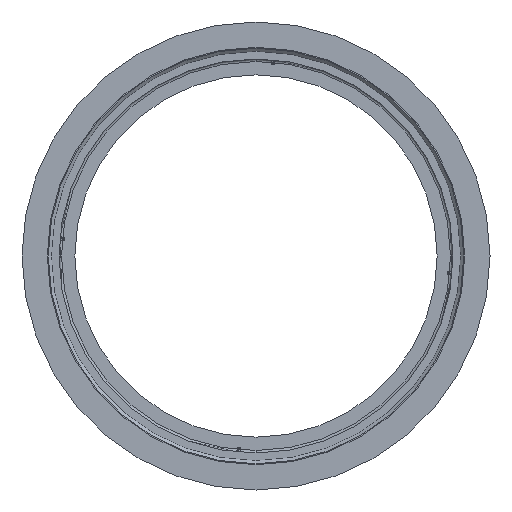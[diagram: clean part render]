
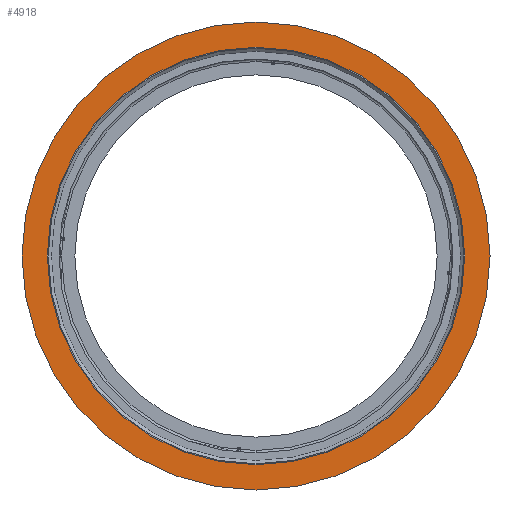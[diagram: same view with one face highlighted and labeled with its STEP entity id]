
A CAD part, front view. The second image highlights one B-rep face of the part: STEP entity #4918.
In plain terms, the highlighted planar face has unit normal (0, -1, 0).
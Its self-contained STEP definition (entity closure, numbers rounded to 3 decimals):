
#49 = CIRCLE ( 'NONE', #4957, 474. ) ;
#345 = FACE_BOUND ( 'NONE', #3183, .T. ) ;
#352 = FACE_OUTER_BOUND ( 'NONE', #594, .T. ) ;
#394 = CARTESIAN_POINT ( 'NONE',  ( 0., -28., 474. ) ) ;
#594 = EDGE_LOOP ( 'NONE', ( #5448, #5141 ) ) ;
#872 = VERTEX_POINT ( 'NONE', #5089 ) ;
#1077 = CARTESIAN_POINT ( 'NONE',  ( 0., -28., 422.75 ) ) ;
#1671 = AXIS2_PLACEMENT_3D ( 'NONE', #3323, #3314, #3305 ) ;
#2406 = VERTEX_POINT ( 'NONE', #3002 ) ;
#2780 = CIRCLE ( 'NONE', #7924, 422.75 ) ;
#3002 = CARTESIAN_POINT ( 'NONE',  ( 0., -28., -422.75 ) ) ;
#3183 = EDGE_LOOP ( 'NONE', ( #5152, #5541 ) ) ;
#3210 = DIRECTION ( 'NONE',  ( 0., 1., 0. ) ) ;
#3287 = AXIS2_PLACEMENT_3D ( 'NONE', #6326, #6318, #6294 ) ;
#3305 = DIRECTION ( 'NONE',  ( 0., 0., 1. ) ) ;
#3314 = DIRECTION ( 'NONE',  ( 0., 1., 0. ) ) ;
#3323 = CARTESIAN_POINT ( 'NONE',  ( 0., -28., 0. ) ) ;
#3583 = CIRCLE ( 'NONE', #1671, 474. ) ;
#3688 = PLANE ( 'NONE',  #4430 ) ;
#4430 = AXIS2_PLACEMENT_3D ( 'NONE', #7947, #3210, #6862 ) ;
#4918 = ADVANCED_FACE ( 'NONE', ( #352, #345 ), #3688, .F. ) ;
#4957 = AXIS2_PLACEMENT_3D ( 'NONE', #7766, #7738, #7664 ) ;
#4970 = VERTEX_POINT ( 'NONE', #1077 ) ;
#5051 = EDGE_CURVE ( 'NONE', #872, #6485, #49, .T. ) ;
#5089 = CARTESIAN_POINT ( 'NONE',  ( 0., -28., -474. ) ) ;
#5141 = ORIENTED_EDGE ( 'NONE', *, *, #5051, .F. ) ;
#5152 = ORIENTED_EDGE ( 'NONE', *, *, #7677, .T. ) ;
#5448 = ORIENTED_EDGE ( 'NONE', *, *, #7358, .F. ) ;
#5541 = ORIENTED_EDGE ( 'NONE', *, *, #6917, .T. ) ;
#5764 = CIRCLE ( 'NONE', #3287, 422.75 ) ;
#6294 = DIRECTION ( 'NONE',  ( 0., 0., 1. ) ) ;
#6318 = DIRECTION ( 'NONE',  ( 0., 1., 0. ) ) ;
#6326 = CARTESIAN_POINT ( 'NONE',  ( 0., -28., 0. ) ) ;
#6485 = VERTEX_POINT ( 'NONE', #394 ) ;
#6862 = DIRECTION ( 'NONE',  ( 0., 0., 1. ) ) ;
#6917 = EDGE_CURVE ( 'NONE', #2406, #4970, #5764, .T. ) ;
#7358 = EDGE_CURVE ( 'NONE', #6485, #872, #3583, .T. ) ;
#7461 = DIRECTION ( 'NONE',  ( 0., 0., 1. ) ) ;
#7500 = DIRECTION ( 'NONE',  ( 0., 1., 0. ) ) ;
#7615 = CARTESIAN_POINT ( 'NONE',  ( 0., -28., 0. ) ) ;
#7664 = DIRECTION ( 'NONE',  ( 0., 0., 1. ) ) ;
#7677 = EDGE_CURVE ( 'NONE', #4970, #2406, #2780, .T. ) ;
#7738 = DIRECTION ( 'NONE',  ( 0., 1., 0. ) ) ;
#7766 = CARTESIAN_POINT ( 'NONE',  ( 0., -28., 0. ) ) ;
#7924 = AXIS2_PLACEMENT_3D ( 'NONE', #7615, #7500, #7461 ) ;
#7947 = CARTESIAN_POINT ( 'NONE',  ( 0., -28., 422.75 ) ) ;
